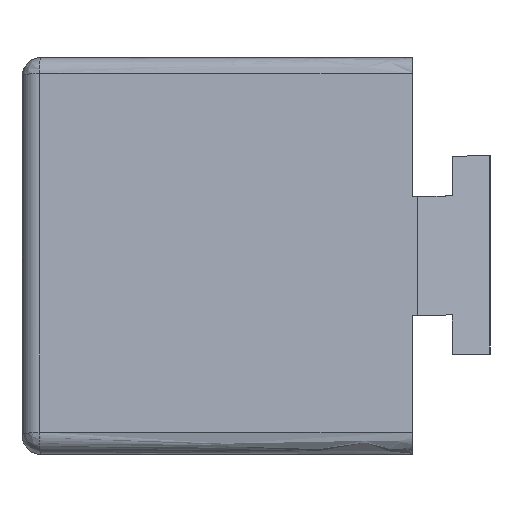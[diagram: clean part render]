
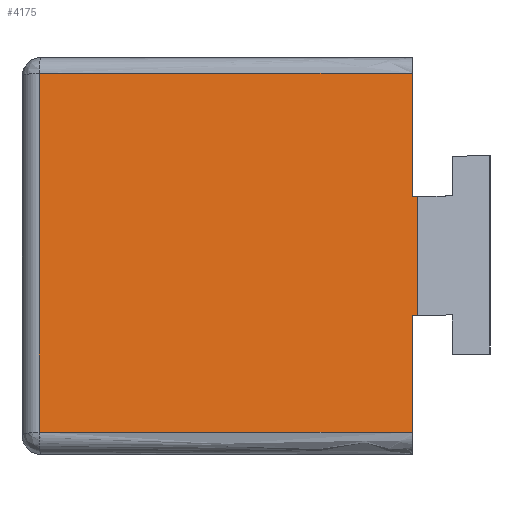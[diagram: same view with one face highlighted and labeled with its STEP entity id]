
A CAD part, left-side view. The second image highlights one B-rep face of the part: STEP entity #4175.
In plain terms, the highlighted free-form (B-spline) face has degree [1, 1] with [2, 2] control points.
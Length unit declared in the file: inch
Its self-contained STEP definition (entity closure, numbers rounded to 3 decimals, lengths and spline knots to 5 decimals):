
#3342=CARTESIAN_POINT('V297',(-0.05432,-0.02627,
   -0.29505));
#3343=VERTEX_POINT('V297',#3342);
#3349=CARTESIAN_POINT('V298',(-0.05209,0.,
   -0.29544));
#3350=VERTEX_POINT('V298',#3349);
#3351=CARTESIAN_POINT('E527',(-0.05209,0.0,
   -0.29544));
#3352=CARTESIAN_POINT('E527',(-0.05432,-0.02627,
   -0.29505));
#3353=B_SPLINE_CURVE_WITH_KNOTS('E527',1,(#3351,#3352),
   .POLYLINE_FORM.,.F.,.U.,(2,2),(0.,0.13185),
   .UNSPECIFIED.);
#3354=EDGE_CURVE('E527',#3350,#3343,#3353,.T.);
#3757=CARTESIAN_POINT('V293',(0.04987,-0.02627,
   0.29584));
#3758=VERTEX_POINT('V293',#3757);
#3772=CARTESIAN_POINT('V295',(0.05209,0.,
   0.29544));
#3773=VERTEX_POINT('V295',#3772);
#3779=CARTESIAN_POINT('E525',(0.04987,-0.02627,
   0.29584));
#3780=CARTESIAN_POINT('E525',(0.05209,0.,
   0.29544));
#3781=B_SPLINE_CURVE_WITH_KNOTS('E525',1,(#3779,#3780),
   .POLYLINE_FORM.,.F.,.U.,(2,2),(0.86815,1.0),
   .UNSPECIFIED.);
#3782=EDGE_CURVE('E525',#3758,#3773,#3781,.T.);
#3956=CARTESIAN_POINT('V178',(0.32199,1.8518,
   0.90728));
#3957=VERTEX_POINT('V178',#3956);
#4004=CARTESIAN_POINT('V180',(0.15998,0.,
   0.90728));
#4005=VERTEX_POINT('V180',#4004);
#4021=CARTESIAN_POINT('E288',(0.15998,0.,
   0.90728));
#4022=CARTESIAN_POINT('E288',(0.32199,1.8518,
   0.90728));
#4023=B_SPLINE_CURVE_WITH_KNOTS('E288',1,(#4021,#4022),
   .POLYLINE_FORM.,.F.,.U.,(2,2),(2.0,16.19411),
   .UNSPECIFIED.);
#4024=EDGE_CURVE('E288',#4005,#3957,#4023,.T.);
#4035=CARTESIAN_POINT('E531',(0.05209,0.,
   0.29544));
#4036=CARTESIAN_POINT('E531',(0.15998,0.,
   0.90728));
#4037=B_SPLINE_CURVE_WITH_KNOTS('E531',1,(#4035,#4036),
   .POLYLINE_FORM.,.F.,.U.,(2,2),(6.92866,
   10.22989),.UNSPECIFIED.);
#4038=EDGE_CURVE('E531',#3773,#4005,#4037,.T.);
#4130=CARTESIAN_POINT('E530',(-0.05432,-0.02627,
   -0.29505));
#4131=CARTESIAN_POINT('E530',(0.04987,-0.02627,
   0.29584));
#4132=B_SPLINE_CURVE_WITH_KNOTS('E530',1,(#4130,#4131),
   .POLYLINE_FORM.,.F.,.U.,(2,2),(0.14336,
   0.56202),.UNSPECIFIED.);
#4133=EDGE_CURVE('E530',#3343,#3758,#4132,.T.);
#4144=CARTESIAN_POINT('F199',(0.16357,-0.41322,
   1.1327));
#4145=CARTESIAN_POINT('F199',(0.3637,1.94534,
   1.09742));
#4146=CARTESIAN_POINT('F199',(-0.21076,-0.41322,
   -0.99026));
#4147=CARTESIAN_POINT('F199',(-0.01064,1.94534,
   -1.02554));
#4148=B_SPLINE_SURFACE_WITH_KNOTS('F199',1,1,((#4144,#4146),(
   #4145,#4147)),.PLANE_SURF.,.F.,.F.,.U.,(2,2),(2,2),(0.0,
   1.15306),(0.0,1.05),.UNSPECIFIED.);
#4149=ORIENTED_EDGE('E530',*,*,#4133,.T.);
#4150=ORIENTED_EDGE('F197',*,*,#3782,.T.);
#4151=ORIENTED_EDGE('E531',*,*,#4038,.T.);
#4152=ORIENTED_EDGE('F90',*,*,#4024,.T.);
#4153=CARTESIAN_POINT('V162',(0.00775,1.8518,
   -0.87484));
#4154=VERTEX_POINT('V162',#4153);
#4155=CARTESIAN_POINT('E323',(0.32199,1.8518,
   0.90728));
#4156=CARTESIAN_POINT('E323',(0.00775,1.8518,
   -0.87484));
#4157=B_SPLINE_CURVE_WITH_KNOTS('E323',1,(#4155,#4156),
   .POLYLINE_FORM.,.F.,.U.,(2,2),(2.56555,
   15.56517),.UNSPECIFIED.);
#4158=EDGE_CURVE('E323',#3957,#4154,#4157,.T.);
#4159=ORIENTED_EDGE('E323',*,*,#4158,.T.);
#4160=CARTESIAN_POINT('V164',(-0.15426,0.,
   -0.87484));
#4161=VERTEX_POINT('V164',#4160);
#4162=CARTESIAN_POINT('E260',(0.00775,1.8518,
   -0.87484));
#4163=CARTESIAN_POINT('E260',(-0.15426,0.,
   -0.87484));
#4164=B_SPLINE_CURVE_WITH_KNOTS('E260',1,(#4162,#4163),
   .POLYLINE_FORM.,.F.,.U.,(2,2),(2.0,13.36482),
   .UNSPECIFIED.);
#4165=EDGE_CURVE('E260',#4154,#4161,#4164,.T.);
#4166=ORIENTED_EDGE('E260',*,*,#4165,.T.);
#4167=CARTESIAN_POINT('E532',(-0.15426,0.,
   -0.87484));
#4168=CARTESIAN_POINT('E532',(-0.05209,0.,
   -0.29544));
#4169=B_SPLINE_CURVE_WITH_KNOTS('E532',1,(#4167,#4168),
   .POLYLINE_FORM.,.F.,.U.,(2,2),(0.61427,
   3.74047),.UNSPECIFIED.);
#4170=EDGE_CURVE('E532',#4161,#3350,#4169,.T.);
#4171=ORIENTED_EDGE('E532',*,*,#4170,.T.);
#4172=ORIENTED_EDGE('E527',*,*,#3354,.T.);
#4173=EDGE_LOOP('F199',(#4149,#4150,#4151,#4152,#4159,#4166,#4171,
   #4172));
#4174=FACE_OUTER_BOUND('F199',#4173,.T.);
#4175=ADVANCED_FACE('F199',(#4174),#4148,.T.);
